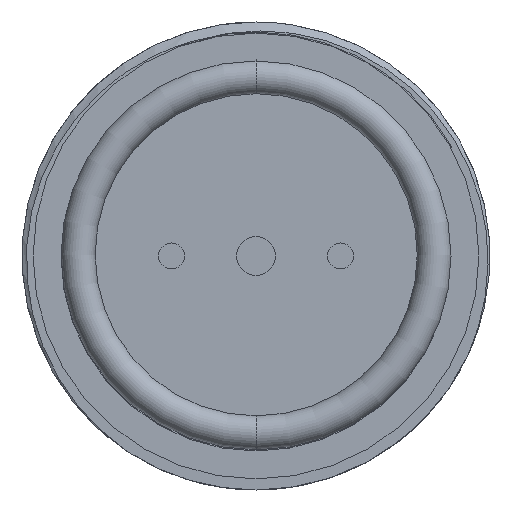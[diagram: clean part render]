
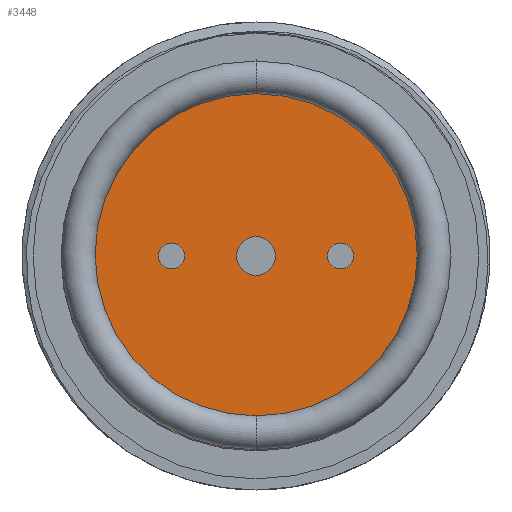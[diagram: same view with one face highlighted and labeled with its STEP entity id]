
A CAD part, front view. The second image highlights one B-rep face of the part: STEP entity #3448.
In plain terms, the highlighted planar face has unit normal (0, -1, 0).
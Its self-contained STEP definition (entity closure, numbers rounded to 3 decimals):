
#39 = ORIENTED_EDGE ( 'NONE', *, *, #8267, .T. ) ;
#56 = FACE_OUTER_BOUND ( 'NONE', #3326, .T. ) ;
#176 = CIRCLE ( 'NONE', #3337, 1.5 ) ;
#344 = CARTESIAN_POINT ( 'NONE',  ( 0., 2., 0. ) ) ;
#376 = DIRECTION ( 'NONE',  ( 0., 0., -1. ) ) ;
#437 = DIRECTION ( 'NONE',  ( 0., 0., -1. ) ) ;
#443 = AXIS2_PLACEMENT_3D ( 'NONE', #4633, #528, #5327 ) ;
#461 = DIRECTION ( 'NONE',  ( 0., -1., 0. ) ) ;
#462 = CARTESIAN_POINT ( 'NONE',  ( 0., 2., 0. ) ) ;
#528 = DIRECTION ( 'NONE',  ( 0., -1., 0. ) ) ;
#755 = ORIENTED_EDGE ( 'NONE', *, *, #5970, .F. ) ;
#1078 = EDGE_LOOP ( 'NONE', ( #4638, #4658 ) ) ;
#1100 = CARTESIAN_POINT ( 'NONE',  ( 0., 2., 1.5 ) ) ;
#1152 = DIRECTION ( 'NONE',  ( 0., 0., -1. ) ) ;
#1345 = VERTEX_POINT ( 'NONE', #7355 ) ;
#1392 = DIRECTION ( 'NONE',  ( 0., -1., 0. ) ) ;
#1398 = AXIS2_PLACEMENT_3D ( 'NONE', #462, #5271, #1152 ) ;
#1714 = AXIS2_PLACEMENT_3D ( 'NONE', #2242, #7066, #2917 ) ;
#1781 = ORIENTED_EDGE ( 'NONE', *, *, #2121, .F. ) ;
#1940 = EDGE_LOOP ( 'NONE', ( #1781, #8520 ) ) ;
#1958 = EDGE_CURVE ( 'NONE', #6183, #5754, #176, .T. ) ;
#2121 = EDGE_CURVE ( 'NONE', #8107, #2604, #5238, .T. ) ;
#2242 = CARTESIAN_POINT ( 'NONE',  ( -6.5, 2., 0. ) ) ;
#2296 = EDGE_CURVE ( 'NONE', #5766, #3106, #6191, .T. ) ;
#2460 = CARTESIAN_POINT ( 'NONE',  ( 6.5, 2., 1. ) ) ;
#2568 = EDGE_CURVE ( 'NONE', #2604, #8107, #4902, .T. ) ;
#2604 = VERTEX_POINT ( 'NONE', #2460 ) ;
#2917 = DIRECTION ( 'NONE',  ( 0., 0., -1. ) ) ;
#3070 = ORIENTED_EDGE ( 'NONE', *, *, #6568, .T. ) ;
#3106 = VERTEX_POINT ( 'NONE', #5666 ) ;
#3150 = PLANE ( 'NONE',  #6612 ) ;
#3169 = AXIS2_PLACEMENT_3D ( 'NONE', #8605, #4492, #376 ) ;
#3300 = DIRECTION ( 'NONE',  ( 0., -1., 0. ) ) ;
#3326 = EDGE_LOOP ( 'NONE', ( #39, #3070 ) ) ;
#3337 = AXIS2_PLACEMENT_3D ( 'NONE', #8667, #4550, #437 ) ;
#3448 = ADVANCED_FACE ( 'NONE', ( #5333, #3930, #3706, #56 ), #3150, .T. ) ;
#3668 = ORIENTED_EDGE ( 'NONE', *, *, #2296, .F. ) ;
#3706 = FACE_BOUND ( 'NONE', #1078, .T. ) ;
#3930 = FACE_BOUND ( 'NONE', #1940, .T. ) ;
#3932 = EDGE_LOOP ( 'NONE', ( #3668, #755 ) ) ;
#3978 = AXIS2_PLACEMENT_3D ( 'NONE', #5518, #1392, #6205 ) ;
#4484 = CARTESIAN_POINT ( 'NONE',  ( 6.5, 2., -1. ) ) ;
#4492 = DIRECTION ( 'NONE',  ( 0., -1., 0. ) ) ;
#4549 = DIRECTION ( 'NONE',  ( 0., 0., -1. ) ) ;
#4550 = DIRECTION ( 'NONE',  ( 0., -1., 0. ) ) ;
#4573 = CARTESIAN_POINT ( 'NONE',  ( 6.5, 2., 0. ) ) ;
#4633 = CARTESIAN_POINT ( 'NONE',  ( 0., 2., 0. ) ) ;
#4638 = ORIENTED_EDGE ( 'NONE', *, *, #1958, .F. ) ;
#4658 = ORIENTED_EDGE ( 'NONE', *, *, #4936, .F. ) ;
#4902 = CIRCLE ( 'NONE', #7692, 1. ) ;
#4936 = EDGE_CURVE ( 'NONE', #5754, #6183, #7160, .T. ) ;
#5238 = CIRCLE ( 'NONE', #7955, 1. ) ;
#5253 = CARTESIAN_POINT ( 'NONE',  ( 0., 2., -15. ) ) ;
#5270 = DIRECTION ( 'NONE',  ( 0., 0., -1. ) ) ;
#5271 = DIRECTION ( 'NONE',  ( 0., -1., 0. ) ) ;
#5327 = DIRECTION ( 'NONE',  ( 0., 0., -1. ) ) ;
#5333 = FACE_BOUND ( 'NONE', #3932, .T. ) ;
#5518 = CARTESIAN_POINT ( 'NONE',  ( -6.5, 2., 0. ) ) ;
#5666 = CARTESIAN_POINT ( 'NONE',  ( -6.5, 2., 1. ) ) ;
#5742 = CIRCLE ( 'NONE', #3169, 15. ) ;
#5754 = VERTEX_POINT ( 'NONE', #1100 ) ;
#5766 = VERTEX_POINT ( 'NONE', #7317 ) ;
#5970 = EDGE_CURVE ( 'NONE', #3106, #5766, #7892, .T. ) ;
#6183 = VERTEX_POINT ( 'NONE', #7144 ) ;
#6191 = CIRCLE ( 'NONE', #1714, 1. ) ;
#6205 = DIRECTION ( 'NONE',  ( 0., 0., -1. ) ) ;
#6568 = EDGE_CURVE ( 'NONE', #1345, #7775, #5742, .T. ) ;
#6612 = AXIS2_PLACEMENT_3D ( 'NONE', #344, #8666, #4549 ) ;
#7066 = DIRECTION ( 'NONE',  ( 0., -1., 0. ) ) ;
#7144 = CARTESIAN_POINT ( 'NONE',  ( 0., 2., -1.5 ) ) ;
#7160 = CIRCLE ( 'NONE', #1398, 1.5 ) ;
#7317 = CARTESIAN_POINT ( 'NONE',  ( -6.5, 2., -1. ) ) ;
#7355 = CARTESIAN_POINT ( 'NONE',  ( 0., 2., 15. ) ) ;
#7418 = CARTESIAN_POINT ( 'NONE',  ( 6.5, 2., 0. ) ) ;
#7692 = AXIS2_PLACEMENT_3D ( 'NONE', #4573, #461, #5270 ) ;
#7775 = VERTEX_POINT ( 'NONE', #5253 ) ;
#7892 = CIRCLE ( 'NONE', #3978, 1. ) ;
#7955 = AXIS2_PLACEMENT_3D ( 'NONE', #7418, #3300, #8121 ) ;
#8107 = VERTEX_POINT ( 'NONE', #4484 ) ;
#8121 = DIRECTION ( 'NONE',  ( 0., 0., -1. ) ) ;
#8267 = EDGE_CURVE ( 'NONE', #7775, #1345, #8345, .T. ) ;
#8345 = CIRCLE ( 'NONE', #443, 15. ) ;
#8520 = ORIENTED_EDGE ( 'NONE', *, *, #2568, .F. ) ;
#8605 = CARTESIAN_POINT ( 'NONE',  ( 0., 2., 0. ) ) ;
#8666 = DIRECTION ( 'NONE',  ( 0., -1., 0. ) ) ;
#8667 = CARTESIAN_POINT ( 'NONE',  ( 0., 2., 0. ) ) ;
